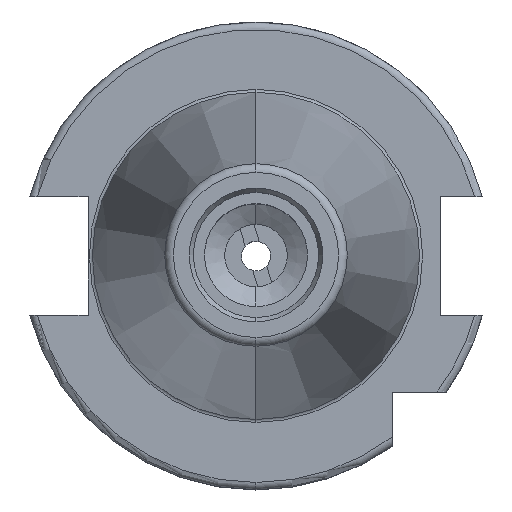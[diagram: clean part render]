
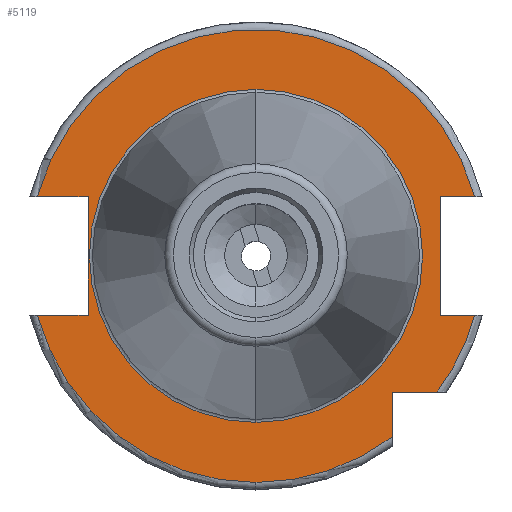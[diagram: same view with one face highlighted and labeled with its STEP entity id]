
A CAD part, top view. The second image highlights one B-rep face of the part: STEP entity #5119.
In plain terms, the highlighted planar face has unit normal (0, 0, 1).
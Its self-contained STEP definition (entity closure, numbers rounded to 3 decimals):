
#1 = DIRECTION ( 'NONE',  ( 0., -1., 0. ) ) ;
#2 = CIRCLE ( 'NONE', #7, 30.775 ) ;
#4 = DIRECTION ( 'NONE',  ( 0., -1., 0. ) ) ;
#5 = DIRECTION ( 'NONE',  ( 0., 0., 1. ) ) ;
#6 = CIRCLE ( 'NONE', #6238, 30.775 ) ;
#7 = AXIS2_PLACEMENT_3D ( 'NONE', #6239, #5, #1 ) ;
#8 = DIRECTION ( 'NONE',  ( 0., 0., 1. ) ) ;
#9 = CARTESIAN_POINT ( 'NONE',  ( 0., 0., 15.9 ) ) ;
#55 = CARTESIAN_POINT ( 'NONE',  ( 18.5, -24.594, 15.9 ) ) ;
#56 = CARTESIAN_POINT ( 'NONE',  ( 25., -8.05, 15.9 ) ) ;
#57 = DIRECTION ( 'NONE',  ( 0., 0., 1. ) ) ;
#58 = CARTESIAN_POINT ( 'NONE',  ( -29.704, 8.05, 15.9 ) ) ;
#59 = CIRCLE ( 'NONE', #60, 30.775 ) ;
#60 = AXIS2_PLACEMENT_3D ( 'NONE', #61, #57, #62 ) ;
#61 = CARTESIAN_POINT ( 'NONE',  ( 0., 0., 15.9 ) ) ;
#62 = DIRECTION ( 'NONE',  ( 0., -1., 0. ) ) ;
#64 = CARTESIAN_POINT ( 'NONE',  ( 0., -8.05, 15.9 ) ) ;
#65 = LINE ( 'NONE', #64, #69 ) ;
#67 = CARTESIAN_POINT ( 'NONE',  ( 25., 8.05, 15.9 ) ) ;
#68 = DIRECTION ( 'NONE',  ( 1., 0., 0. ) ) ;
#69 = VECTOR ( 'NONE', #68, 1000. ) ;
#72 = CARTESIAN_POINT ( 'NONE',  ( -22.8, 8.05, 15.9 ) ) ;
#74 = CARTESIAN_POINT ( 'NONE',  ( 29.704, 8.05, 15.9 ) ) ;
#75 = CARTESIAN_POINT ( 'NONE',  ( 24.594, -18.5, 15.9 ) ) ;
#98 = VECTOR ( 'NONE', #100, 1000. ) ;
#99 = LINE ( 'NONE', #101, #98 ) ;
#100 = DIRECTION ( 'NONE',  ( 0., -1., 0. ) ) ;
#101 = CARTESIAN_POINT ( 'NONE',  ( 18.5, -18.5, 15.9 ) ) ;
#142 = DIRECTION ( 'NONE',  ( -1., 0., 0. ) ) ;
#143 = VECTOR ( 'NONE', #142, 1000. ) ;
#147 = CARTESIAN_POINT ( 'NONE',  ( 25.834, -18.5, 15.9 ) ) ;
#148 = LINE ( 'NONE', #147, #143 ) ;
#560 = VERTEX_POINT ( 'NONE', #4122 ) ;
#572 = VERTEX_POINT ( 'NONE', #4098 ) ;
#574 = EDGE_CURVE ( 'NONE', #560, #572, #3753, .T. ) ;
#2520 = CARTESIAN_POINT ( 'NONE',  ( 0., 8.05, 15.9 ) ) ;
#2544 = DIRECTION ( 'NONE',  ( -1., 0., 0. ) ) ;
#2545 = VECTOR ( 'NONE', #2544, 1000. ) ;
#3003 = VERTEX_POINT ( 'NONE', #4413 ) ;
#3031 = EDGE_CURVE ( 'NONE', #3003, #3065, #4463, .T. ) ;
#3065 = VERTEX_POINT ( 'NONE', #4508 ) ;
#3268 = PLANE ( 'NONE',  #3274 ) ;
#3273 = CARTESIAN_POINT ( 'NONE',  ( 0., 30.775, 15.9 ) ) ;
#3274 = AXIS2_PLACEMENT_3D ( 'NONE', #3273, #3278, #3277 ) ;
#3277 = DIRECTION ( 'NONE',  ( 0., 1., 0. ) ) ;
#3278 = DIRECTION ( 'NONE',  ( 0., 0., -1. ) ) ;
#3293 = FACE_OUTER_BOUND ( 'NONE', #5118, .T. ) ;
#3294 = FACE_BOUND ( 'NONE', #5127, .T. ) ;
#3456 = CARTESIAN_POINT ( 'NONE',  ( 18.5, -18.5, 15.9 ) ) ;
#3463 = DIRECTION ( 'NONE',  ( 0., -1., 0. ) ) ;
#3464 = DIRECTION ( 'NONE',  ( 0., 0., 1. ) ) ;
#3470 = AXIS2_PLACEMENT_3D ( 'NONE', #3473, #3464, #3463 ) ;
#3471 = CIRCLE ( 'NONE', #3470, 22.625 ) ;
#3473 = CARTESIAN_POINT ( 'NONE',  ( 0., 0., 15.9 ) ) ;
#3483 = DIRECTION ( 'NONE',  ( 1., 0., 0. ) ) ;
#3484 = VECTOR ( 'NONE', #3483, 1000. ) ;
#3486 = CARTESIAN_POINT ( 'NONE',  ( 0., 8.05, 15.9 ) ) ;
#3487 = LINE ( 'NONE', #3486, #3484 ) ;
#3488 = LINE ( 'NONE', #3501, #3500 ) ;
#3489 = DIRECTION ( 'NONE',  ( 0., -1., 0. ) ) ;
#3490 = VECTOR ( 'NONE', #3489, 1000. ) ;
#3491 = LINE ( 'NONE', #2520, #2545 ) ;
#3493 = CARTESIAN_POINT ( 'NONE',  ( 29.704, -8.05, 15.9 ) ) ;
#3494 = DIRECTION ( 'NONE',  ( -1., 0., 0. ) ) ;
#3495 = VECTOR ( 'NONE', #3494, 1000. ) ;
#3496 = CARTESIAN_POINT ( 'NONE',  ( 25., 30.775, 15.9 ) ) ;
#3497 = LINE ( 'NONE', #3496, #3490 ) ;
#3498 = CARTESIAN_POINT ( 'NONE',  ( -22.8, -8.05, 15.9 ) ) ;
#3499 = DIRECTION ( 'NONE',  ( 0., -1., 0. ) ) ;
#3500 = VECTOR ( 'NONE', #3499, 1000. ) ;
#3501 = CARTESIAN_POINT ( 'NONE',  ( -22.8, 30.775, 15.9 ) ) ;
#3502 = CARTESIAN_POINT ( 'NONE',  ( 0., -8.05, 15.9 ) ) ;
#3503 = LINE ( 'NONE', #3502, #3495 ) ;
#3752 = DIRECTION ( 'NONE',  ( 0., -1., 0. ) ) ;
#3753 = CIRCLE ( 'NONE', #3757, 30.775 ) ;
#3754 = CARTESIAN_POINT ( 'NONE',  ( 0., 0., 15.9 ) ) ;
#3756 = DIRECTION ( 'NONE',  ( 0., 0., 1. ) ) ;
#3757 = AXIS2_PLACEMENT_3D ( 'NONE', #3754, #3756, #3752 ) ;
#4098 = CARTESIAN_POINT ( 'NONE',  ( 0., -30.775, 15.9 ) ) ;
#4122 = CARTESIAN_POINT ( 'NONE',  ( -29.704, -8.05, 15.9 ) ) ;
#4413 = CARTESIAN_POINT ( 'NONE',  ( 0., 22.625, 15.9 ) ) ;
#4451 = DIRECTION ( 'NONE',  ( 0., -1., 0. ) ) ;
#4462 = AXIS2_PLACEMENT_3D ( 'NONE', #4465, #4464, #4451 ) ;
#4463 = CIRCLE ( 'NONE', #4462, 22.625 ) ;
#4464 = DIRECTION ( 'NONE',  ( 0., 0., 1. ) ) ;
#4465 = CARTESIAN_POINT ( 'NONE',  ( 0., 0., 15.9 ) ) ;
#4508 = CARTESIAN_POINT ( 'NONE',  ( 0., -22.625, 15.9 ) ) ;
#5118 = EDGE_LOOP ( 'NONE', ( #5188, #5158, #5201, #5174, #5144, #5198, #5163, #5189, #5193, #5165, #5181, #5182 ) ) ;
#5119 = ADVANCED_FACE ( 'NONE', ( #3294, #3293 ), #3268, .F. ) ;
#5124 = VERTEX_POINT ( 'NONE', #3456 ) ;
#5127 = EDGE_LOOP ( 'NONE', ( #5133, #5132 ) ) ;
#5132 = ORIENTED_EDGE ( 'NONE', *, *, #3031, .F. ) ;
#5133 = ORIENTED_EDGE ( 'NONE', *, *, #5138, .F. ) ;
#5138 = EDGE_CURVE ( 'NONE', #3065, #3003, #3471, .T. ) ;
#5144 = ORIENTED_EDGE ( 'NONE', *, *, #5164, .F. ) ;
#5150 = EDGE_CURVE ( 'NONE', #5151, #5172, #3503, .T. ) ;
#5151 = VERTEX_POINT ( 'NONE', #3493 ) ;
#5152 = EDGE_CURVE ( 'NONE', #5197, #5154, #3488, .T. ) ;
#5154 = VERTEX_POINT ( 'NONE', #3498 ) ;
#5158 = ORIENTED_EDGE ( 'NONE', *, *, #574, .T. ) ;
#5160 = EDGE_CURVE ( 'NONE', #5180, #5191, #3487, .T. ) ;
#5161 = EDGE_CURVE ( 'NONE', #5180, #5172, #3497, .T. ) ;
#5162 = EDGE_CURVE ( 'NONE', #5197, #5173, #3491, .T. ) ;
#5163 = ORIENTED_EDGE ( 'NONE', *, *, #5150, .T. ) ;
#5164 = EDGE_CURVE ( 'NONE', #5196, #5124, #148, .T. ) ;
#5165 = ORIENTED_EDGE ( 'NONE', *, *, #5178, .T. ) ;
#5169 = EDGE_CURVE ( 'NONE', #572, #5170, #2, .T. ) ;
#5170 = VERTEX_POINT ( 'NONE', #55 ) ;
#5171 = EDGE_CURVE ( 'NONE', #5196, #5151, #59, .T. ) ;
#5172 = VERTEX_POINT ( 'NONE', #56 ) ;
#5173 = VERTEX_POINT ( 'NONE', #58 ) ;
#5174 = ORIENTED_EDGE ( 'NONE', *, *, #5200, .F. ) ;
#5178 = EDGE_CURVE ( 'NONE', #5191, #5173, #6, .T. ) ;
#5179 = EDGE_CURVE ( 'NONE', #560, #5154, #65, .T. ) ;
#5180 = VERTEX_POINT ( 'NONE', #67 ) ;
#5181 = ORIENTED_EDGE ( 'NONE', *, *, #5162, .F. ) ;
#5182 = ORIENTED_EDGE ( 'NONE', *, *, #5152, .T. ) ;
#5188 = ORIENTED_EDGE ( 'NONE', *, *, #5179, .F. ) ;
#5189 = ORIENTED_EDGE ( 'NONE', *, *, #5161, .F. ) ;
#5191 = VERTEX_POINT ( 'NONE', #74 ) ;
#5193 = ORIENTED_EDGE ( 'NONE', *, *, #5160, .T. ) ;
#5196 = VERTEX_POINT ( 'NONE', #75 ) ;
#5197 = VERTEX_POINT ( 'NONE', #72 ) ;
#5198 = ORIENTED_EDGE ( 'NONE', *, *, #5171, .T. ) ;
#5200 = EDGE_CURVE ( 'NONE', #5124, #5170, #99, .T. ) ;
#5201 = ORIENTED_EDGE ( 'NONE', *, *, #5169, .T. ) ;
#6238 = AXIS2_PLACEMENT_3D ( 'NONE', #9, #8, #4 ) ;
#6239 = CARTESIAN_POINT ( 'NONE',  ( 0., 0., 15.9 ) ) ;
